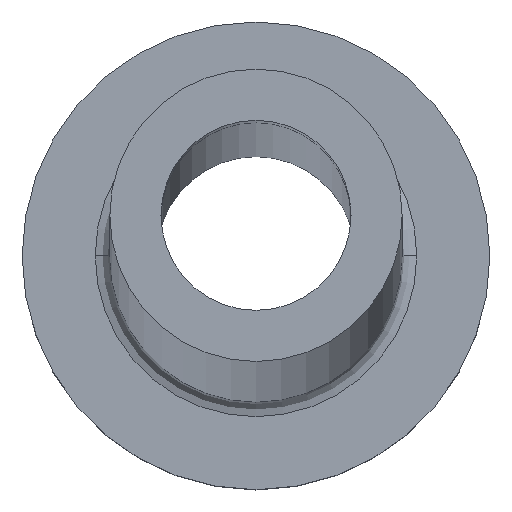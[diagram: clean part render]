
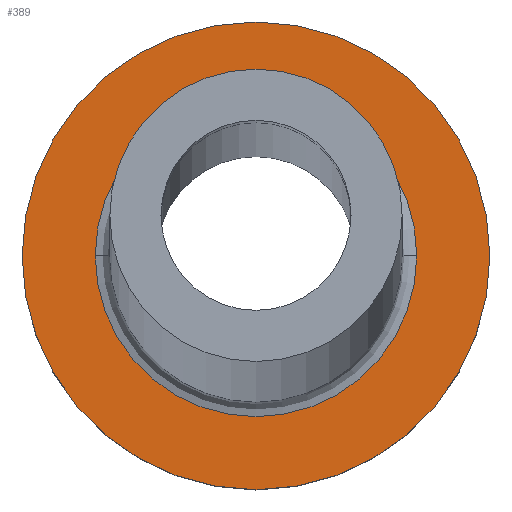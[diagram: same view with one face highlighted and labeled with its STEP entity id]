
A CAD part, top view. The second image highlights one B-rep face of the part: STEP entity #389.
In plain terms, the highlighted planar face has unit normal (0, 0, 1).
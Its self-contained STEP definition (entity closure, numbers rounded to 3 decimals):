
#4 = CIRCLE ( 'NONE', #84, 5.5 ) ;
#9 = EDGE_CURVE ( 'NONE', #111, #179, #373, .T. ) ;
#22 = CARTESIAN_POINT ( 'NONE',  ( -5.5, 0., 5. ) ) ;
#25 = ORIENTED_EDGE ( 'NONE', *, *, #57, .T. ) ;
#28 = AXIS2_PLACEMENT_3D ( 'NONE', #203, #75, #353 ) ;
#29 = DIRECTION ( 'NONE',  ( 1., 0., 0. ) ) ;
#30 = CARTESIAN_POINT ( 'NONE',  ( 0., 0., 5. ) ) ;
#57 = EDGE_CURVE ( 'NONE', #412, #390, #196, .T. ) ;
#60 = ORIENTED_EDGE ( 'NONE', *, *, #97, .T. ) ;
#75 = DIRECTION ( 'NONE',  ( 0., 0., 1. ) ) ;
#84 = AXIS2_PLACEMENT_3D ( 'NONE', #30, #317, #280 ) ;
#86 = CARTESIAN_POINT ( 'NONE',  ( -8., 0., 5. ) ) ;
#97 = EDGE_CURVE ( 'NONE', #179, #111, #189, .T. ) ;
#111 = VERTEX_POINT ( 'NONE', #86 ) ;
#115 = ORIENTED_EDGE ( 'NONE', *, *, #9, .T. ) ;
#119 = EDGE_LOOP ( 'NONE', ( #286, #25 ) ) ;
#132 = DIRECTION ( 'NONE',  ( 0., 0., -1. ) ) ;
#137 = CARTESIAN_POINT ( 'NONE',  ( 0., 0., 5. ) ) ;
#173 = CARTESIAN_POINT ( 'NONE',  ( 5.5, 0., 5. ) ) ;
#179 = VERTEX_POINT ( 'NONE', #450 ) ;
#189 = CIRCLE ( 'NONE', #191, 8. ) ;
#191 = AXIS2_PLACEMENT_3D ( 'NONE', #366, #296, #247 ) ;
#196 = CIRCLE ( 'NONE', #341, 5.5 ) ;
#203 = CARTESIAN_POINT ( 'NONE',  ( 0., 0., 5. ) ) ;
#225 = EDGE_CURVE ( 'NONE', #390, #412, #4, .T. ) ;
#247 = DIRECTION ( 'NONE',  ( 1., 0., 0. ) ) ;
#279 = PLANE ( 'NONE',  #28 ) ;
#280 = DIRECTION ( 'NONE',  ( 1., 0., 0. ) ) ;
#286 = ORIENTED_EDGE ( 'NONE', *, *, #225, .T. ) ;
#296 = DIRECTION ( 'NONE',  ( 0., 0., 1. ) ) ;
#316 = FACE_OUTER_BOUND ( 'NONE', #365, .T. ) ;
#317 = DIRECTION ( 'NONE',  ( 0., 0., -1. ) ) ;
#341 = AXIS2_PLACEMENT_3D ( 'NONE', #137, #132, #29 ) ;
#350 = AXIS2_PLACEMENT_3D ( 'NONE', #391, #396, #381 ) ;
#353 = DIRECTION ( 'NONE',  ( 1., 0., 0. ) ) ;
#365 = EDGE_LOOP ( 'NONE', ( #115, #60 ) ) ;
#366 = CARTESIAN_POINT ( 'NONE',  ( 0., 0., 5. ) ) ;
#373 = CIRCLE ( 'NONE', #350, 8. ) ;
#381 = DIRECTION ( 'NONE',  ( 1., 0., 0. ) ) ;
#389 = ADVANCED_FACE ( 'NONE', ( #426, #316 ), #279, .T. ) ;
#390 = VERTEX_POINT ( 'NONE', #173 ) ;
#391 = CARTESIAN_POINT ( 'NONE',  ( 0., 0., 5. ) ) ;
#396 = DIRECTION ( 'NONE',  ( 0., 0., 1. ) ) ;
#412 = VERTEX_POINT ( 'NONE', #22 ) ;
#426 = FACE_BOUND ( 'NONE', #119, .T. ) ;
#450 = CARTESIAN_POINT ( 'NONE',  ( 8., 0., 5. ) ) ;
